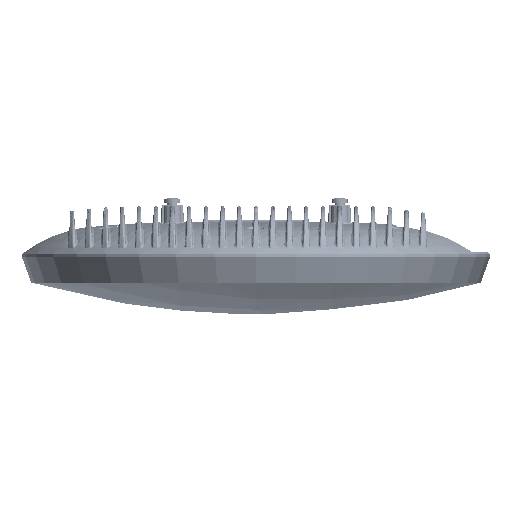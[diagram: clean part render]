
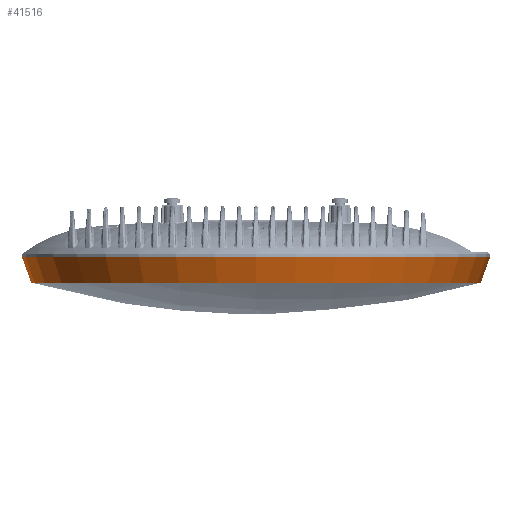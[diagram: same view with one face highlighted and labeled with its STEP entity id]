
A CAD part, left-side view. The second image highlights one B-rep face of the part: STEP entity #41516.
In plain terms, the highlighted conical face has half-angle 20 degrees and reference radius 140 mm.
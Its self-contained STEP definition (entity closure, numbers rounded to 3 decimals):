
#17017 = CARTESIAN_POINT ( 'NONE',  ( 0., -21., -140. ) ) ;
#18404 = CARTESIAN_POINT ( 'NONE',  ( 0., -36.187, 134.472 ) ) ;
#19640 = VERTEX_POINT ( 'NONE', #374265 ) ;
#24450 = DIRECTION ( 'NONE',  ( 0., 0., 1. ) ) ;
#29010 = CARTESIAN_POINT ( 'NONE',  ( 0., -36.187, 0. ) ) ;
#30194 = EDGE_CURVE ( 'NONE', #19640, #35941, #137009, .T. ) ;
#35941 = VERTEX_POINT ( 'NONE', #17017 ) ;
#37062 = VERTEX_POINT ( 'NONE', #18404 ) ;
#41516 = ADVANCED_FACE ( 'NONE', ( #265105 ), #128678, .T. ) ;
#57638 = DIRECTION ( 'NONE',  ( 0., 0., 1. ) ) ;
#66391 = AXIS2_PLACEMENT_3D ( 'NONE', #323823, #351179, #24450 ) ;
#70635 = DIRECTION ( 'NONE',  ( 0., 0., 1. ) ) ;
#93327 = CARTESIAN_POINT ( 'NONE',  ( 0., -21., 140. ) ) ;
#102208 = EDGE_CURVE ( 'NONE', #37062, #151059, #137142, .T. ) ;
#102540 = ORIENTED_EDGE ( 'NONE', *, *, #102208, .F. ) ;
#113114 = ORIENTED_EDGE ( 'NONE', *, *, #160589, .T. ) ;
#128678 = CONICAL_SURFACE ( 'NONE', #66391, 140., 0.349 ) ;
#137009 = LINE ( 'NONE', #254462, #195222 ) ;
#137142 = LINE ( 'NONE', #256497, #163676 ) ;
#143748 = DIRECTION ( 'NONE',  ( 0., 1., 0. ) ) ;
#148352 = DIRECTION ( 'NONE',  ( 0., 0., 1. ) ) ;
#151059 = VERTEX_POINT ( 'NONE', #93327 ) ;
#155001 = CIRCLE ( 'NONE', #261337, 140. ) ;
#160589 = EDGE_CURVE ( 'NONE', #37062, #332859, #308919, .T. ) ;
#163676 = VECTOR ( 'NONE', #173692, 1000. ) ;
#166834 = EDGE_LOOP ( 'NONE', ( #113114, #235914, #303122, #178263, #102540 ) ) ;
#173692 = DIRECTION ( 'NONE',  ( 0., 0.94, 0.342 ) ) ;
#178263 = ORIENTED_EDGE ( 'NONE', *, *, #306662, .F. ) ;
#178938 = CARTESIAN_POINT ( 'NONE',  ( 0., -36.187, 0. ) ) ;
#195222 = VECTOR ( 'NONE', #381379, 1000. ) ;
#235914 = ORIENTED_EDGE ( 'NONE', *, *, #312383, .T. ) ;
#252540 = DIRECTION ( 'NONE',  ( 0., 1., 0. ) ) ;
#254462 = CARTESIAN_POINT ( 'NONE',  ( 0., -21., -140. ) ) ;
#256497 = CARTESIAN_POINT ( 'NONE',  ( 0., -21., 140. ) ) ;
#261337 = AXIS2_PLACEMENT_3D ( 'NONE', #338635, #252540, #70635 ) ;
#262146 = AXIS2_PLACEMENT_3D ( 'NONE', #178938, #143748, #57638 ) ;
#265105 = FACE_OUTER_BOUND ( 'NONE', #166834, .T. ) ;
#266373 = CARTESIAN_POINT ( 'NONE',  ( 134.472, -36.187, 0. ) ) ;
#271458 = AXIS2_PLACEMENT_3D ( 'NONE', #29010, #386978, #148352 ) ;
#303122 = ORIENTED_EDGE ( 'NONE', *, *, #30194, .T. ) ;
#306662 = EDGE_CURVE ( 'NONE', #151059, #35941, #155001, .T. ) ;
#308919 = CIRCLE ( 'NONE', #271458, 134.472 ) ;
#312383 = EDGE_CURVE ( 'NONE', #332859, #19640, #337318, .T. ) ;
#323823 = CARTESIAN_POINT ( 'NONE',  ( 0., -21., 0. ) ) ;
#332859 = VERTEX_POINT ( 'NONE', #266373 ) ;
#337318 = CIRCLE ( 'NONE', #262146, 134.472 ) ;
#338635 = CARTESIAN_POINT ( 'NONE',  ( 0., -21., 0. ) ) ;
#351179 = DIRECTION ( 'NONE',  ( 0., 1., 0. ) ) ;
#374265 = CARTESIAN_POINT ( 'NONE',  ( 0., -36.187, -134.472 ) ) ;
#381379 = DIRECTION ( 'NONE',  ( 0., 0.94, -0.342 ) ) ;
#386978 = DIRECTION ( 'NONE',  ( 0., 1., 0. ) ) ;
